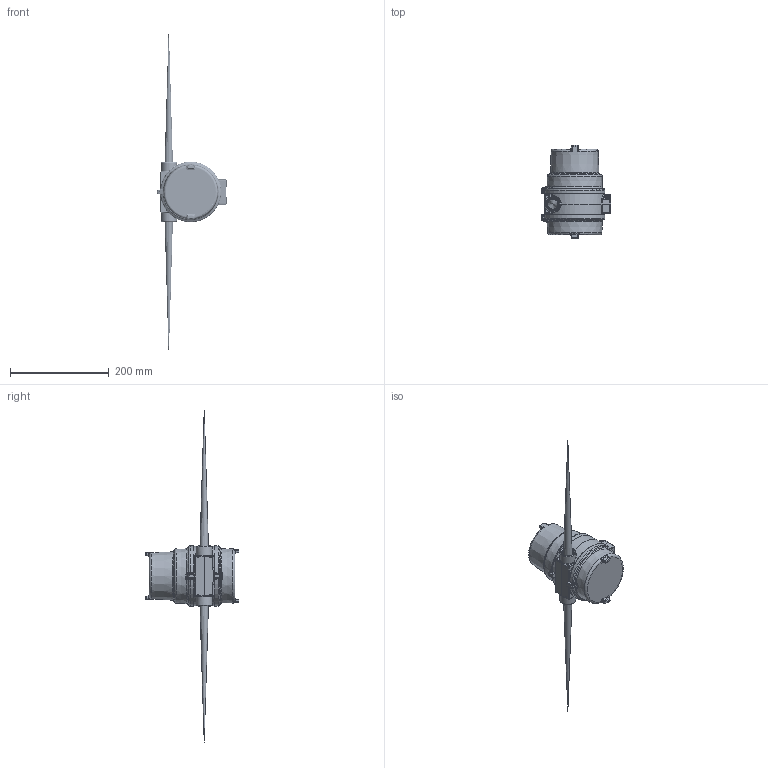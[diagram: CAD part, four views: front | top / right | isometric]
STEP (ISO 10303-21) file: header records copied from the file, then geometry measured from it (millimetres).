
FILE_DESCRIPTION(/* description */ ('2HKB-BC-2DC AL'),/* implementation_level */ '2;1');
FILE_NAME(/* name */ '2HKB-BC-2DC.stp',/* time_stamp */ '2018-01-08T18:24:38+06:00',/* author */ ('avenkatesan'),/* organization */ (''),/* preprocessor_version */ 'ST-DEVELOPER v17',/* originating_system */ 'Autodesk Inventor 2018',/* authorisation */ '');
FILE_SCHEMA (('AUTOMOTIVE_DESIGN { 1 0 10303 214 3 1 1 }'));
Length unit declared in the file: inch
Products named in the file (11): 2HKB-BC-2DC; 20675; 18163AAAB; ANSI B18.6.3 - 6 - 32 x 1 1/4 SP HMS; 16044BBKM; external_tooth_lock_bwasher_no__10; #101364; 15148FAGB; 15722; 16043ABAM; ANSI B18.3 - No. 6 - 32 UNC - 3/8 HS HCS
Assembly tree (16 placements, depth 2):
  2HKB-BC-2DC
    20675
    18163AAAB
    ANSI B18.6.3 - 6 - 32 x 1 1/4 SP HMS  x2
    16044BBKM
    external_tooth_lock_bwasher_no__10  x2
    #101364  x2
    15148FAGB  x2
    15722  x2
    16043ABAM
    ANSI B18.3 - No. 6 - 32 UNC - 3/8 HS HCS  x2
Bounding box: 140.1 x 188.91 x 671.01 mm (x, y, z)
Volume: 783119.8 mm3; surface area: 489339.5 mm2
Topology: 24 solids, 24 shells, 2002 faces, 5307 edges, 3415 vertices
Faces by surface type: plane 886, bspline 594, cylinder 255, cone 109, torus 101, sphere 57
Full cylindrical faces by diameter (mm): 1.606 x9, 2.184 x6, 2.54 x2, 2.642 x6, 3.505 x2, 3.962 x2, 3.969 x2, 4.013 x2, 4.953 x2, 5.08 x2, 5.74 x2, 6.35 x6, 20.117 x2, 32.544 x2, 96.52 x2, 98.101 x26, 98.863 x4, 100.711 x4, 101.473 x17, 107.95 x2
Entity records: 101255 total; most frequent: CARTESIAN_POINT 58706, ORIENTED_EDGE 9858, DIRECTION 6812, EDGE_CURVE 4929, VERTEX_POINT 3185, LINE 2458, VECTOR 2458, AXIS2_PLACEMENT_3D 2177
